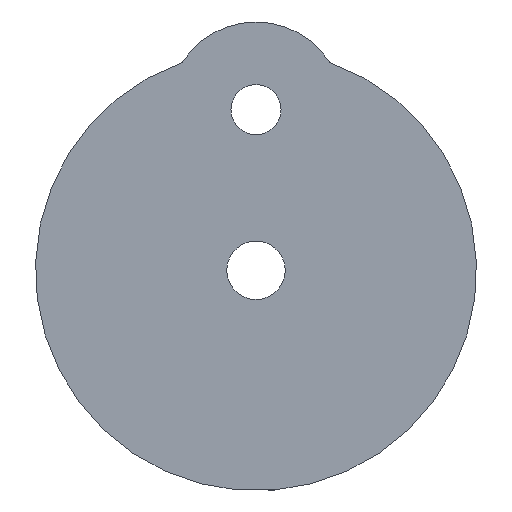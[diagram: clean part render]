
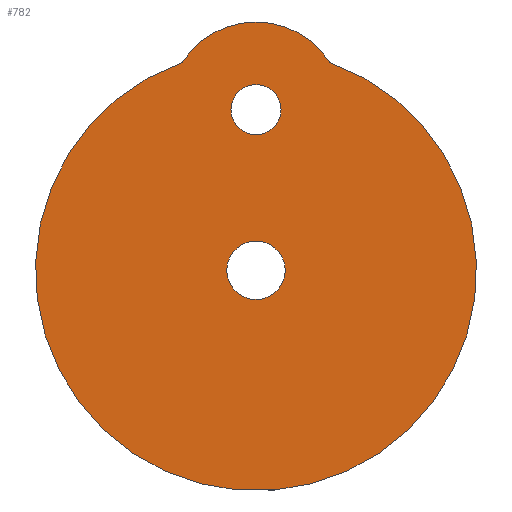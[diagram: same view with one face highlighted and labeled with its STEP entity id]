
A CAD part, front view. The second image highlights one B-rep face of the part: STEP entity #782.
In plain terms, the highlighted planar face has unit normal (0, -1, 0).
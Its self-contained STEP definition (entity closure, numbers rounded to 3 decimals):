
#37=FACE_BOUND('',#173,.T.);
#38=FACE_BOUND('',#174,.T.);
#42=PLANE('',#889);
#115=FACE_OUTER_BOUND('',#172,.T.);
#172=EDGE_LOOP('',(#699,#700));
#173=EDGE_LOOP('',(#701));
#174=EDGE_LOOP('',(#702));
#284=CIRCLE('',#884,5.675);
#285=CIRCLE('',#886,6.625);
#286=CIRCLE('',#888,19.875);
#287=CIRCLE('',#890,50.);
#352=VERTEX_POINT('',#2012);
#353=VERTEX_POINT('',#2016);
#354=VERTEX_POINT('',#2020);
#355=VERTEX_POINT('',#2022);
#465=EDGE_CURVE('',#352,#352,#284,.T.);
#467=EDGE_CURVE('',#353,#353,#285,.T.);
#470=EDGE_CURVE('',#354,#355,#286,.T.);
#472=EDGE_CURVE('',#354,#355,#287,.T.);
#699=ORIENTED_EDGE('',*,*,#472,.T.);
#700=ORIENTED_EDGE('',*,*,#470,.F.);
#701=ORIENTED_EDGE('',*,*,#465,.T.);
#702=ORIENTED_EDGE('',*,*,#467,.T.);
#782=ADVANCED_FACE('',(#115,#37,#38),#42,.F.);
#884=AXIS2_PLACEMENT_3D('',#2013,#1068,#1069);
#886=AXIS2_PLACEMENT_3D('',#2017,#1073,#1074);
#888=AXIS2_PLACEMENT_3D('',#2023,#1079,#1080);
#889=AXIS2_PLACEMENT_3D('',#2025,#1082,#1083);
#890=AXIS2_PLACEMENT_3D('',#2026,#1084,#1085);
#1068=DIRECTION('center_axis',(0.,1.,0.));
#1069=DIRECTION('ref_axis',(-1.,0.,0.));
#1073=DIRECTION('center_axis',(0.,1.,0.));
#1074=DIRECTION('ref_axis',(-1.,0.,0.));
#1079=DIRECTION('center_axis',(0.,1.,0.));
#1080=DIRECTION('ref_axis',(-1.,0.,0.));
#1082=DIRECTION('center_axis',(0.,1.,0.));
#1083=DIRECTION('ref_axis',(1.,0.,0.));
#1084=DIRECTION('center_axis',(0.,-1.,0.));
#1085=DIRECTION('ref_axis',(1.,0.,0.));
#2012=CARTESIAN_POINT('',(5.675,-2.,36.4));
#2013=CARTESIAN_POINT('Origin',(0.,-2.,36.4));
#2016=CARTESIAN_POINT('',(6.625,-2.,0.));
#2017=CARTESIAN_POINT('Origin',(0.,-2.,0.));
#2020=CARTESIAN_POINT('',(-16.74,-2.,47.115));
#2022=CARTESIAN_POINT('',(16.74,-2.,47.115));
#2023=CARTESIAN_POINT('Origin',(0.,-2.,36.4));
#2025=CARTESIAN_POINT('Origin',(0.,-2.,0.));
#2026=CARTESIAN_POINT('Origin',(0.,-2.,0.));
